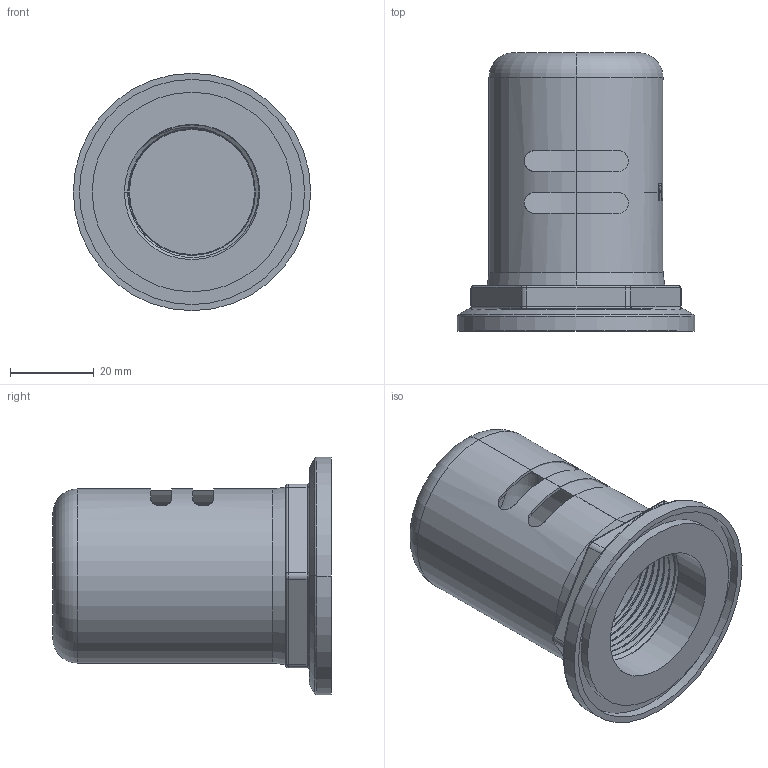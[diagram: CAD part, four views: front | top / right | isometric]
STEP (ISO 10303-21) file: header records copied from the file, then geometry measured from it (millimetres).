
FILE_DESCRIPTION((''),'2;1');
FILE_NAME('3220-5751_ASM','2018-09-21T',('rsmith'),(''),'PRO/ENGINEER BY PARAMETRIC TECHNOLOGY CORPORATION, 2013150','PRO/ENGINEER BY PARAMETRIC TECHNOLOGY CORPORATION, 2013150','');
FILE_SCHEMA(('CONFIG_CONTROL_DESIGN'));
Length unit declared in the file: inch
Products named in the file (7): 12924; 20-338_ASM; 50688; 12736; 91227; 20-244_ASM; 3220-5751_ASM
Assembly tree (6 placements, depth 3):
  3220-5751_ASM
    20-338_ASM
      12924
    50688
    20-244_ASM
      12736
      91227
Bounding box: 56.64 x 66.42 x 56.64 mm (x, y, z)
Volume: 22502.6 mm3; surface area: 41809.4 mm2
Topology: 4 solids, 7 shells, 202 faces, 515 edges, 327 vertices
Faces by surface type: cylinder 80, plane 56, torus 42, cone 18, bspline 6
Entity records: 9077 total; most frequent: CARTESIAN_POINT 3869, DIRECTION 1164, ORIENTED_EDGE 988, EDGE_CURVE 515, AXIS2_PLACEMENT_3D 480, VERTEX_POINT 327, CIRCLE 264, EDGE_LOOP 221
